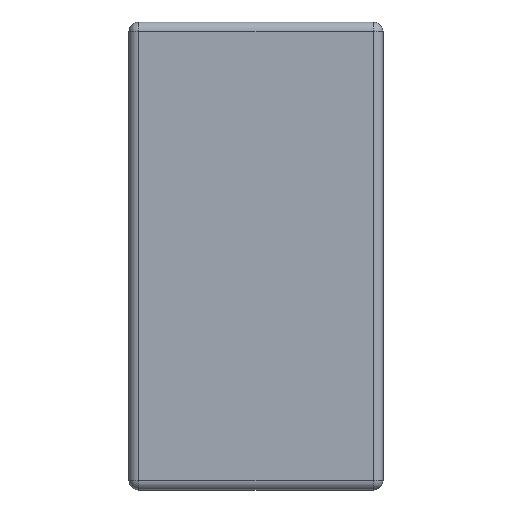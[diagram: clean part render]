
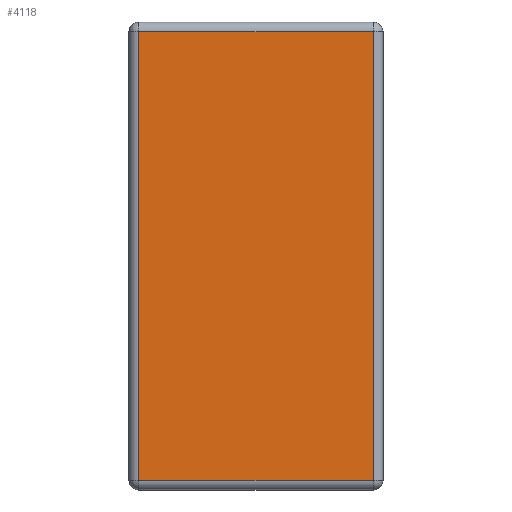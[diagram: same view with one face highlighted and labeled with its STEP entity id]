
A CAD part, left-side view. The second image highlights one B-rep face of the part: STEP entity #4118.
In plain terms, the highlighted planar face has unit normal (-1, 0, 0).
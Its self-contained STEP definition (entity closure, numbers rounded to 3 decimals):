
#44 = CARTESIAN_POINT ( 'NONE',  ( 0., 1.827, -3.427 ) ) ;
#116 = VERTEX_POINT ( 'NONE', #445 ) ;
#304 = DIRECTION ( 'NONE',  ( 0., -1., 0. ) ) ;
#398 = DIRECTION ( 'NONE',  ( -1., 0., 0. ) ) ;
#427 = FACE_OUTER_BOUND ( 'NONE', #2158, .T. ) ;
#445 = CARTESIAN_POINT ( 'NONE',  ( 0., 0.073, -3.427 ) ) ;
#668 = AXIS2_PLACEMENT_3D ( 'NONE', #3262, #398, #3646 ) ;
#974 = LINE ( 'NONE', #3932, #1243 ) ;
#1062 = EDGE_CURVE ( 'NONE', #2674, #4493, #3237, .T. ) ;
#1085 = LINE ( 'NONE', #3473, #2222 ) ;
#1136 = CARTESIAN_POINT ( 'NONE',  ( 0., 0.073, 0. ) ) ;
#1243 = VECTOR ( 'NONE', #3525, 1000. ) ;
#1266 = VECTOR ( 'NONE', #1889, 1000. ) ;
#1889 = DIRECTION ( 'NONE',  ( 0., 0., 1. ) ) ;
#2158 = EDGE_LOOP ( 'NONE', ( #4397, #2965, #3917, #4500 ) ) ;
#2222 = VECTOR ( 'NONE', #304, 1000. ) ;
#2235 = LINE ( 'NONE', #1136, #1266 ) ;
#2268 = PLANE ( 'NONE',  #668 ) ;
#2363 = EDGE_CURVE ( 'NONE', #4493, #3111, #974, .T. ) ;
#2592 = CARTESIAN_POINT ( 'NONE',  ( 0., 1.827, -0.073 ) ) ;
#2674 = VERTEX_POINT ( 'NONE', #4107 ) ;
#2871 = CARTESIAN_POINT ( 'NONE',  ( 0., 1.9, -0.073 ) ) ;
#2965 = ORIENTED_EDGE ( 'NONE', *, *, #3872, .T. ) ;
#3111 = VERTEX_POINT ( 'NONE', #44 ) ;
#3237 = LINE ( 'NONE', #2871, #4161 ) ;
#3262 = CARTESIAN_POINT ( 'NONE',  ( 0., 0., 0. ) ) ;
#3473 = CARTESIAN_POINT ( 'NONE',  ( 0., 0., -3.427 ) ) ;
#3525 = DIRECTION ( 'NONE',  ( 0., 0., -1. ) ) ;
#3646 = DIRECTION ( 'NONE',  ( 0., 0., 1. ) ) ;
#3872 = EDGE_CURVE ( 'NONE', #116, #2674, #2235, .T. ) ;
#3917 = ORIENTED_EDGE ( 'NONE', *, *, #1062, .T. ) ;
#3932 = CARTESIAN_POINT ( 'NONE',  ( 0., 1.827, -3.5 ) ) ;
#4069 = EDGE_CURVE ( 'NONE', #3111, #116, #1085, .T. ) ;
#4107 = CARTESIAN_POINT ( 'NONE',  ( 0., 0.073, -0.073 ) ) ;
#4118 = ADVANCED_FACE ( 'NONE', ( #427 ), #2268, .T. ) ;
#4161 = VECTOR ( 'NONE', #4260, 1000. ) ;
#4260 = DIRECTION ( 'NONE',  ( 0., 1., 0. ) ) ;
#4397 = ORIENTED_EDGE ( 'NONE', *, *, #4069, .T. ) ;
#4493 = VERTEX_POINT ( 'NONE', #2592 ) ;
#4500 = ORIENTED_EDGE ( 'NONE', *, *, #2363, .T. ) ;
